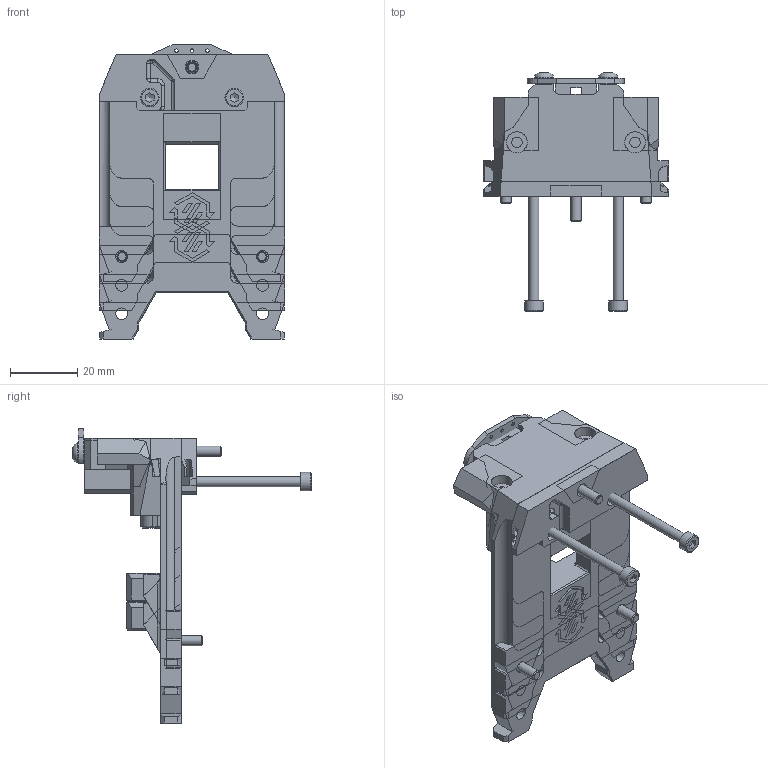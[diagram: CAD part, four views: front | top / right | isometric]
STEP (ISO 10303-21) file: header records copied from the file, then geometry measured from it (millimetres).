
FILE_DESCRIPTION(/* description */ (''),/* implementation_level */ '2;1');
FILE_NAME(/* name */ 'Anthead.step',/* time_stamp */ '2025-06-14T14:15:50-06:00',/* author */ (''),/* organization */ (''),/* preprocessor_version */ 'ST-DEVELOPER v20.1',/* originating_system */ 'Autodesk Translation Framework v14.10.0.0',/* authorisation */ '');
FILE_SCHEMA (('AUTOMOTIVE_DESIGN { 1 0 10303 214 3 1 1 }'));
Products named in the file (24): Anthead SC V1.1R2; Hardware (2); Tap_Sensor; Board; Sensor; M3x6 BHCS (2); M3x6 FHCS (7) (1); M3x6 FHCS (7) (1) (1); Pins 4x12 Rounded; 3x6mm Magnet (1) (3) (2) (1); M3x40 SHCS (15) (1); M3 Threaded Insert (3); M3x12 BHCS (2) (1) (1); M3x10 BHCS (2) (1); Pins 4x12 Rounded (1); Pins 4x12 Rounded (2); Backplate; Anthead; Addon (1) (2); SF; HF; UHF; Anthead_Spacer_Full; Anthead_Spacer (1)
Assembly tree (27 placements, depth 4):
  Anthead SC V1.1R2
    Hardware (2)
      Tap_Sensor
        Board
        Sensor
        M3x6 BHCS (2)  x2
      M3x6 FHCS (7) (1)
      M3x6 FHCS (7) (1) (1)
      Pins 4x12 Rounded
      3x6mm Magnet (1) (3) (2) (1)
      M3x40 SHCS (15) (1)  x2
      M3x10 BHCS (2) (1)  x2
      M3 Threaded Insert (3)  x2
      M3x12 BHCS (2) (1) (1)
      Pins 4x12 Rounded (1)
      Pins 4x12 Rounded (2)
    Backplate
      Anthead
        Addon (1) (2)
        SF
        HF
        UHF
      Anthead_Spacer_Full
      Anthead_Spacer (1)
Bounding box: 54.98 x 70.63 x 87.26 mm (x, y, z)
Volume: 91952.9 mm3; surface area: 51832.5 mm2
Topology: 30 solids, 30 shells, 1791 faces, 4718 edges, 3080 vertices
Faces by surface type: plane 1184, cylinder 342, bspline 178, cone 70, torus 9, sphere 8
Full cylindrical faces by diameter (mm): 0.87 x5, 1 x3, 1.8 x3, 2 x3, 2.7 x2, 2.8 x12, 2.9 x2, 3 x23, 3.1 x9, 3.2 x4, 3.4 x4, 3.5 x6, 4 x5, 4.1 x2, 4.25 x4, 4.7 x6, 5.5 x2, 5.54 x2, 5.7 x5, 6 x1, 6.1 x3, 6.2 x12, 6.3 x9
Entity records: 55486 total; most frequent: CARTESIAN_POINT 14769, ORIENTED_EDGE 8478, DIRECTION 7934, EDGE_CURVE 4239, LINE 3184, VECTOR 3184, VERTEX_POINT 2766, AXIS2_PLACEMENT_3D 2375
